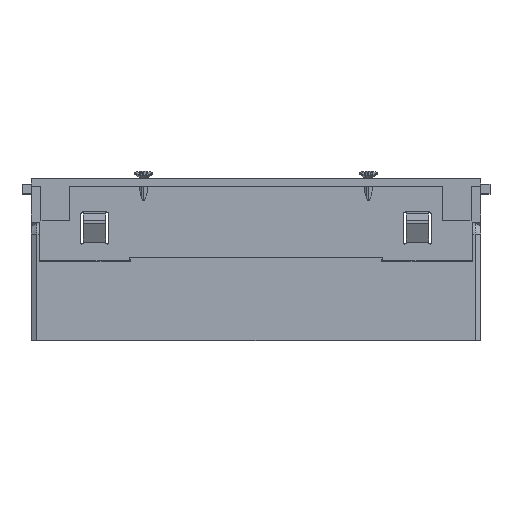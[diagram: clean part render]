
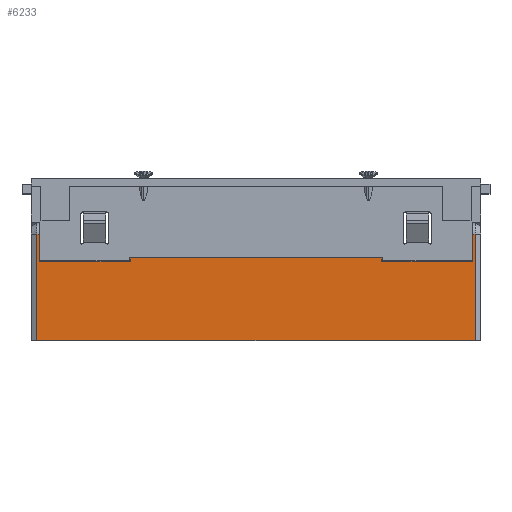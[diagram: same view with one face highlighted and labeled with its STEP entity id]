
A CAD part, top view. The second image highlights one B-rep face of the part: STEP entity #6233.
In plain terms, the highlighted face is planar.
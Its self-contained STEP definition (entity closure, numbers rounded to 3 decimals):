
#973 = DIRECTION ( 'NONE',  ( 1., 0., 0. ) ) ;
#988 = EDGE_CURVE ( 'NONE', #16250, #21501, #15938, .T. ) ;
#1378 = FACE_OUTER_BOUND ( 'NONE', #10983, .T. ) ;
#1758 = VERTEX_POINT ( 'NONE', #17766 ) ;
#1996 = ORIENTED_EDGE ( 'NONE', *, *, #7539, .T. ) ;
#2324 = VECTOR ( 'NONE', #4860, 1000. ) ;
#2607 = VECTOR ( 'NONE', #10539, 1000. ) ;
#3071 = DIRECTION ( 'NONE',  ( 0., 1., 0. ) ) ;
#3142 = ORIENTED_EDGE ( 'NONE', *, *, #14367, .T. ) ;
#3151 = DIRECTION ( 'NONE',  ( -1., 0., 0. ) ) ;
#3441 = LINE ( 'NONE', #22727, #23667 ) ;
#3457 = CARTESIAN_POINT ( 'NONE',  ( 139.3, 25., -30.45 ) ) ;
#3868 = CARTESIAN_POINT ( 'NONE',  ( 1.732, 25., -30.45 ) ) ;
#3961 = EDGE_CURVE ( 'NONE', #16505, #21501, #6668, .T. ) ;
#4265 = ORIENTED_EDGE ( 'NONE', *, *, #3961, .F. ) ;
#4585 = CARTESIAN_POINT ( 'NONE',  ( 140.068, 33.5, -30.45 ) ) ;
#4712 = VERTEX_POINT ( 'NONE', #22900 ) ;
#4729 = ORIENTED_EDGE ( 'NONE', *, *, #9680, .T. ) ;
#4860 = DIRECTION ( 'NONE',  ( -1., 0., 0. ) ) ;
#4906 = ORIENTED_EDGE ( 'NONE', *, *, #23279, .F. ) ;
#5060 = CARTESIAN_POINT ( 'NONE',  ( 24.133, 33.5, -30.45 ) ) ;
#5166 = CARTESIAN_POINT ( 'NONE',  ( 96.922, 24.992, -30.45 ) ) ;
#6161 = CARTESIAN_POINT ( 'NONE',  ( 110.6, 25.992, -30.45 ) ) ;
#6233 = ADVANCED_FACE ( 'NONE', ( #1378 ), #15100, .F. ) ;
#6668 = LINE ( 'NONE', #8911, #20327 ) ;
#6751 = CARTESIAN_POINT ( 'NONE',  ( 31.2, 24.992, -30.45 ) ) ;
#7104 = DIRECTION ( 'NONE',  ( 1., 0., 0. ) ) ;
#7264 = DIRECTION ( 'NONE',  ( 0., 0., 1. ) ) ;
#7315 = VECTOR ( 'NONE', #7838, 1000. ) ;
#7425 = VECTOR ( 'NONE', #25839, 1000. ) ;
#7539 = EDGE_CURVE ( 'NONE', #4712, #21547, #3441, .T. ) ;
#7838 = DIRECTION ( 'NONE',  ( 0., 1., 0. ) ) ;
#8173 = ORIENTED_EDGE ( 'NONE', *, *, #15202, .T. ) ;
#8435 = VERTEX_POINT ( 'NONE', #17510 ) ;
#8911 = CARTESIAN_POINT ( 'NONE',  ( 110.6, 25.992, -30.45 ) ) ;
#9123 = AXIS2_PLACEMENT_3D ( 'NONE', #11183, #7264, #973 ) ;
#9254 = CARTESIAN_POINT ( 'NONE',  ( 31.2, 25.992, -30.45 ) ) ;
#9261 = ORIENTED_EDGE ( 'NONE', *, *, #988, .T. ) ;
#9680 = EDGE_CURVE ( 'NONE', #16505, #15734, #10741, .T. ) ;
#10057 = DIRECTION ( 'NONE',  ( 0., 1., 0. ) ) ;
#10539 = DIRECTION ( 'NONE',  ( 0., 1., 0. ) ) ;
#10741 = LINE ( 'NONE', #20896, #15380 ) ;
#10983 = EDGE_LOOP ( 'NONE', ( #15956, #4906, #11457, #9261, #4265, #4729, #24657, #1996, #14599, #3142, #8173, #13141 ) ) ;
#11183 = CARTESIAN_POINT ( 'NONE',  ( 70.9, 25., -30.45 ) ) ;
#11236 = DIRECTION ( 'NONE',  ( 1., 0., 0. ) ) ;
#11287 = CARTESIAN_POINT ( 'NONE',  ( 31.2, 25.992, -30.45 ) ) ;
#11457 = ORIENTED_EDGE ( 'NONE', *, *, #24509, .T. ) ;
#11986 = LINE ( 'NONE', #19255, #7315 ) ;
#12519 = LINE ( 'NONE', #3868, #25559 ) ;
#13141 = ORIENTED_EDGE ( 'NONE', *, *, #15494, .F. ) ;
#13709 = EDGE_CURVE ( 'NONE', #15734, #4712, #14824, .T. ) ;
#14051 = EDGE_CURVE ( 'NONE', #20269, #19465, #11986, .T. ) ;
#14308 = DIRECTION ( 'NONE',  ( 0., 1., 0. ) ) ;
#14367 = EDGE_CURVE ( 'NONE', #1758, #8435, #15406, .T. ) ;
#14395 = VECTOR ( 'NONE', #11236, 1000. ) ;
#14599 = ORIENTED_EDGE ( 'NONE', *, *, #18591, .F. ) ;
#14693 = CARTESIAN_POINT ( 'NONE',  ( 140.068, 25., -30.45 ) ) ;
#14824 = LINE ( 'NONE', #3457, #15110 ) ;
#15100 = PLANE ( 'NONE',  #9123 ) ;
#15110 = VECTOR ( 'NONE', #15450, 1000. ) ;
#15202 = EDGE_CURVE ( 'NONE', #8435, #17806, #12519, .T. ) ;
#15380 = VECTOR ( 'NONE', #7104, 1000. ) ;
#15406 = LINE ( 'NONE', #22495, #2324 ) ;
#15450 = DIRECTION ( 'NONE',  ( 0., 1., 0. ) ) ;
#15494 = EDGE_CURVE ( 'NONE', #19465, #17806, #24284, .T. ) ;
#15734 = VERTEX_POINT ( 'NONE', #17711 ) ;
#15938 = LINE ( 'NONE', #9254, #14395 ) ;
#15956 = ORIENTED_EDGE ( 'NONE', *, *, #14051, .F. ) ;
#16222 = VECTOR ( 'NONE', #3151, 1000. ) ;
#16250 = VERTEX_POINT ( 'NONE', #11287 ) ;
#16505 = VERTEX_POINT ( 'NONE', #20194 ) ;
#16934 = CARTESIAN_POINT ( 'NONE',  ( 2.5, 33.5, -30.45 ) ) ;
#17510 = CARTESIAN_POINT ( 'NONE',  ( 1.732, 0., -30.45 ) ) ;
#17559 = CARTESIAN_POINT ( 'NONE',  ( 1.732, 33.5, -30.45 ) ) ;
#17711 = CARTESIAN_POINT ( 'NONE',  ( 139.3, 24.992, -30.45 ) ) ;
#17766 = CARTESIAN_POINT ( 'NONE',  ( 140.068, 0., -30.45 ) ) ;
#17806 = VERTEX_POINT ( 'NONE', #17559 ) ;
#17855 = CARTESIAN_POINT ( 'NONE',  ( 31.2, 25.992, -30.45 ) ) ;
#18591 = EDGE_CURVE ( 'NONE', #1758, #21547, #20003, .T. ) ;
#19255 = CARTESIAN_POINT ( 'NONE',  ( 2.5, 25., -30.45 ) ) ;
#19465 = VERTEX_POINT ( 'NONE', #16934 ) ;
#19720 = VECTOR ( 'NONE', #14308, 1000. ) ;
#20003 = LINE ( 'NONE', #14693, #2607 ) ;
#20194 = CARTESIAN_POINT ( 'NONE',  ( 110.6, 24.992, -30.45 ) ) ;
#20269 = VERTEX_POINT ( 'NONE', #23506 ) ;
#20327 = VECTOR ( 'NONE', #3071, 1000. ) ;
#20339 = LINE ( 'NONE', #17855, #19720 ) ;
#20896 = CARTESIAN_POINT ( 'NONE',  ( 44.878, 24.992, -30.45 ) ) ;
#21501 = VERTEX_POINT ( 'NONE', #6161 ) ;
#21547 = VERTEX_POINT ( 'NONE', #4585 ) ;
#22495 = CARTESIAN_POINT ( 'NONE',  ( 70.9, 0., -30.45 ) ) ;
#22727 = CARTESIAN_POINT ( 'NONE',  ( 117.667, 33.5, -30.45 ) ) ;
#22900 = CARTESIAN_POINT ( 'NONE',  ( 139.3, 33.5, -30.45 ) ) ;
#22941 = LINE ( 'NONE', #5166, #7425 ) ;
#23279 = EDGE_CURVE ( 'NONE', #24711, #20269, #22941, .T. ) ;
#23506 = CARTESIAN_POINT ( 'NONE',  ( 2.5, 24.992, -30.45 ) ) ;
#23667 = VECTOR ( 'NONE', #24617, 1000. ) ;
#24284 = LINE ( 'NONE', #5060, #16222 ) ;
#24509 = EDGE_CURVE ( 'NONE', #24711, #16250, #20339, .T. ) ;
#24617 = DIRECTION ( 'NONE',  ( 1., 0., 0. ) ) ;
#24657 = ORIENTED_EDGE ( 'NONE', *, *, #13709, .T. ) ;
#24711 = VERTEX_POINT ( 'NONE', #6751 ) ;
#25559 = VECTOR ( 'NONE', #10057, 1000. ) ;
#25839 = DIRECTION ( 'NONE',  ( -1., 0., 0. ) ) ;
